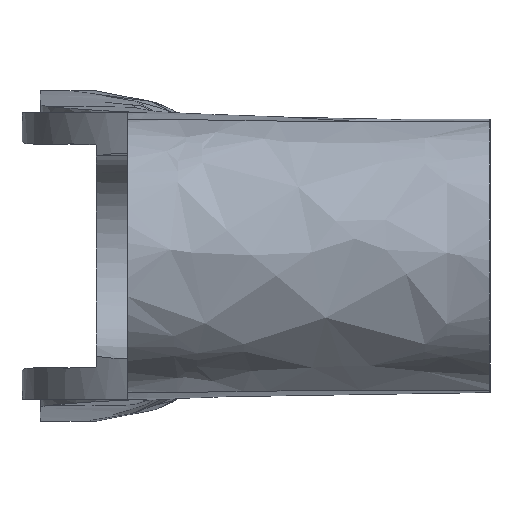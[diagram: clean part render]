
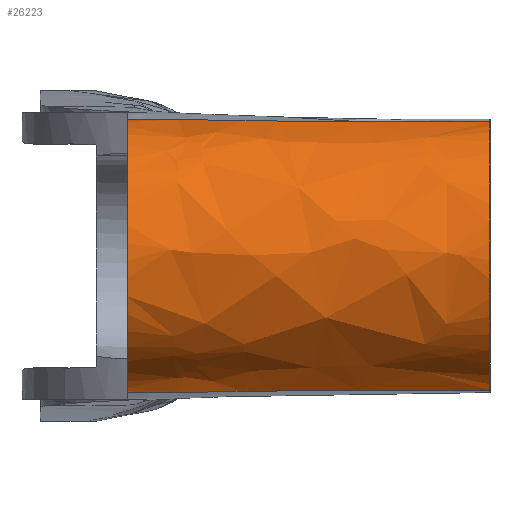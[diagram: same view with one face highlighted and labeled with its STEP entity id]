
A CAD part, left-side view. The second image highlights one B-rep face of the part: STEP entity #26223.
In plain terms, the highlighted free-form (B-spline) face has degree [2, 1] with [5, 2] control points.
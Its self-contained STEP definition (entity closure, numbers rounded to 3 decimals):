
#5142 = VERTEX_POINT('',#5143);
#5143 = CARTESIAN_POINT('',(-92.462,33.224,
    14.493));
#5150 = EDGE_CURVE('',#5151,#5142,#5153,.T.);
#5151 = VERTEX_POINT('',#5152);
#5152 = CARTESIAN_POINT('',(-95.071,13.835,
    14.256));
#5153 = B_SPLINE_CURVE_WITH_KNOTS('',3,(#5154,#5155,#5156,#5157,#5158,
    #5159,#5160,#5161,#5162,#5163,#5164,#5165,#5166,#5167),
  .UNSPECIFIED.,.F.,.F.,(4,2,2,2,2,2,4),(0.,0.007,
    0.008,0.009,0.011,
    0.012,0.014),.UNSPECIFIED.);
#5154 = CARTESIAN_POINT('',(-95.071,13.835,
    14.256));
#5155 = CARTESIAN_POINT('',(-94.941,17.121,
    14.28));
#5156 = CARTESIAN_POINT('',(-94.766,20.404,
    14.31));
#5157 = CARTESIAN_POINT('',(-94.529,24.096,
    14.345));
#5158 = CARTESIAN_POINT('',(-94.502,24.506,
    14.349));
#5159 = CARTESIAN_POINT('',(-94.447,25.326,
    14.356));
#5160 = CARTESIAN_POINT('',(-94.425,25.737,
    14.359));
#5161 = CARTESIAN_POINT('',(-94.294,26.964,
    14.377));
#5162 = CARTESIAN_POINT('',(-94.13,27.767,
    14.398));
#5163 = CARTESIAN_POINT('',(-93.732,29.347,
    14.439));
#5164 = CARTESIAN_POINT('',(-93.498,30.128,
    14.458));
#5165 = CARTESIAN_POINT('',(-93.,31.682,
    14.485));
#5166 = CARTESIAN_POINT('',(-92.736,32.454,
    14.493));
#5167 = CARTESIAN_POINT('',(-92.462,33.224,
    14.493));
#5169 = EDGE_CURVE('',#5151,#5170,#5172,.T.);
#5170 = VERTEX_POINT('',#5171);
#5171 = CARTESIAN_POINT('',(-95.071,0.,14.257));
#5172 = B_SPLINE_CURVE_WITH_KNOTS('',3,(#5173,#5174,#5175,#5176),
  .UNSPECIFIED.,.F.,.F.,(4,4),(0.,1.),
  .PIECEWISE_BEZIER_KNOTS.);
#5173 = CARTESIAN_POINT('',(-95.071,13.835,
    14.256));
#5174 = CARTESIAN_POINT('',(-95.218,9.156,
    14.231));
#5175 = CARTESIAN_POINT('',(-95.221,4.536,
    14.228));
#5176 = CARTESIAN_POINT('',(-95.071,0.,14.257));
#20491 = EDGE_CURVE('',#20492,#5170,#20494,.T.);
#20492 = VERTEX_POINT('',#20493);
#20493 = CARTESIAN_POINT('',(-95.071,0.,-14.257));
#20494 = ( BOUNDED_CURVE() B_SPLINE_CURVE(2,(#20495,#20496,#20497,#20498
,#20499),.UNSPECIFIED.,.F.,.F.) B_SPLINE_CURVE_WITH_KNOTS((3,2,3),(
    3.323,4.712,6.102),
.PIECEWISE_BEZIER_KNOTS.) CURVE() GEOMETRIC_REPRESENTATION_ITEM() 
RATIONAL_B_SPLINE_CURVE((1.,0.768,1.,0.768,1.)) 
REPRESENTATION_ITEM('') );
#20495 = CARTESIAN_POINT('',(-95.071,0.,-14.256));
#20496 = CARTESIAN_POINT('',(-106.955,0.,-12.081));
#20497 = CARTESIAN_POINT('',(-106.955,0.,0.));
#20498 = CARTESIAN_POINT('',(-106.955,0.,12.081));
#20499 = CARTESIAN_POINT('',(-95.071,0.,14.256));
#21441 = EDGE_CURVE('',#21442,#20492,#21444,.T.);
#21442 = VERTEX_POINT('',#21443);
#21443 = CARTESIAN_POINT('',(-95.071,13.835,
    -14.256));
#21444 = B_SPLINE_CURVE_WITH_KNOTS('',3,(#21445,#21446,#21447,#21448),
  .UNSPECIFIED.,.F.,.F.,(4,4),(0.,1.),.PIECEWISE_BEZIER_KNOTS.);
#21445 = CARTESIAN_POINT('',(-95.071,13.835,
    -14.256));
#21446 = CARTESIAN_POINT('',(-95.22,9.1,
    -14.229));
#21447 = CARTESIAN_POINT('',(-95.22,4.489,
    -14.229));
#21448 = CARTESIAN_POINT('',(-95.071,0.,-14.257));
#21450 = EDGE_CURVE('',#21451,#21442,#21453,.T.);
#21451 = VERTEX_POINT('',#21452);
#21452 = CARTESIAN_POINT('',(-92.462,33.224,
    -14.493));
#21453 = B_SPLINE_CURVE_WITH_KNOTS('',3,(#21454,#21455,#21456,#21457,
    #21458,#21459,#21460,#21461,#21462,#21463,#21464,#21465,#21466,
    #21467),.UNSPECIFIED.,.F.,.F.,(4,2,2,2,2,2,4),(0.,0.002
    ,0.004,0.005,0.006,
    0.007,0.014),.UNSPECIFIED.);
#21454 = CARTESIAN_POINT('',(-92.462,33.224,
    -14.493));
#21455 = CARTESIAN_POINT('',(-92.736,32.454,
    -14.493));
#21456 = CARTESIAN_POINT('',(-93.,31.682,
    -14.485));
#21457 = CARTESIAN_POINT('',(-93.498,30.128,
    -14.458));
#21458 = CARTESIAN_POINT('',(-93.732,29.347,
    -14.439));
#21459 = CARTESIAN_POINT('',(-94.13,27.767,
    -14.398));
#21460 = CARTESIAN_POINT('',(-94.294,26.964,
    -14.377));
#21461 = CARTESIAN_POINT('',(-94.425,25.737,
    -14.359));
#21462 = CARTESIAN_POINT('',(-94.447,25.326,
    -14.356));
#21463 = CARTESIAN_POINT('',(-94.502,24.506,
    -14.349));
#21464 = CARTESIAN_POINT('',(-94.529,24.096,
    -14.345));
#21465 = CARTESIAN_POINT('',(-94.766,20.404,
    -14.31));
#21466 = CARTESIAN_POINT('',(-94.941,17.121,
    -14.28));
#21467 = CARTESIAN_POINT('',(-95.071,13.835,
    -14.256));
#26223 = ADVANCED_FACE('',(#26224),#26253,.T.);
#26224 = FACE_BOUND('',#26225,.T.);
#26225 = EDGE_LOOP('',(#26226,#26227,#26234,#26244,#26249,#26250,#26251,
    #26252));
#26226 = ORIENTED_EDGE('',*,*,#5150,.T.);
#26227 = ORIENTED_EDGE('',*,*,#26228,.F.);
#26228 = EDGE_CURVE('',#26229,#5142,#26231,.T.);
#26229 = VERTEX_POINT('',#26230);
#26230 = CARTESIAN_POINT('',(-92.462,38.462,
    14.493));
#26231 = B_SPLINE_CURVE_WITH_KNOTS('',1,(#26232,#26233),.UNSPECIFIED.,
  .F.,.F.,(2,2),(2.4,6.159),.PIECEWISE_BEZIER_KNOTS.);
#26232 = CARTESIAN_POINT('',(-92.462,38.462,
    14.493));
#26233 = CARTESIAN_POINT('',(-92.462,33.224,
    14.493));
#26234 = ORIENTED_EDGE('',*,*,#26235,.F.);
#26235 = EDGE_CURVE('',#26236,#26229,#26238,.T.);
#26236 = VERTEX_POINT('',#26237);
#26237 = CARTESIAN_POINT('',(-92.462,38.462,
    -14.493));
#26238 = ( BOUNDED_CURVE() B_SPLINE_CURVE(2,(#26239,#26240,#26241,#26242
,#26243),.UNSPECIFIED.,.F.,.F.) B_SPLINE_CURVE_WITH_KNOTS((3,2,3),(0.,
1.571,3.142),.PIECEWISE_BEZIER_KNOTS.) CURVE() 
GEOMETRIC_REPRESENTATION_ITEM() RATIONAL_B_SPLINE_CURVE((1.,
0.707,1.,0.707,1.)) REPRESENTATION_ITEM('') );
#26239 = CARTESIAN_POINT('',(-92.462,38.462,
    -14.493));
#26240 = CARTESIAN_POINT('',(-106.955,38.462,
    -14.493));
#26241 = CARTESIAN_POINT('',(-106.955,38.462,
    0.));
#26242 = CARTESIAN_POINT('',(-106.955,38.462,
    14.493));
#26243 = CARTESIAN_POINT('',(-92.462,38.462,
    14.493));
#26244 = ORIENTED_EDGE('',*,*,#26245,.T.);
#26245 = EDGE_CURVE('',#26236,#21451,#26246,.T.);
#26246 = B_SPLINE_CURVE_WITH_KNOTS('',1,(#26247,#26248),.UNSPECIFIED.,
  .F.,.F.,(2,2),(2.4,6.159),.PIECEWISE_BEZIER_KNOTS.);
#26247 = CARTESIAN_POINT('',(-92.462,38.462,
    -14.493));
#26248 = CARTESIAN_POINT('',(-92.462,33.224,
    -14.493));
#26249 = ORIENTED_EDGE('',*,*,#21450,.T.);
#26250 = ORIENTED_EDGE('',*,*,#21441,.T.);
#26251 = ORIENTED_EDGE('',*,*,#20491,.T.);
#26252 = ORIENTED_EDGE('',*,*,#5169,.F.);
#26253 = ( BOUNDED_SURFACE() B_SPLINE_SURFACE(2,1,(
    (#26254,#26255)
    ,(#26256,#26257)
    ,(#26258,#26259)
    ,(#26260,#26261)
    ,(#26262,#26263
)),.UNSPECIFIED.,.F.,.F.,.F.) B_SPLINE_SURFACE_WITH_KNOTS((3,2,3),(2,2),
  (3.142,4.712,6.283),(2.4,30.),
.PIECEWISE_BEZIER_KNOTS.) GEOMETRIC_REPRESENTATION_ITEM() 
RATIONAL_B_SPLINE_SURFACE((
    (1.,1.)
    ,(0.707,0.707)
    ,(1.,1.)
    ,(0.707,0.707)
,(1.,1.))) REPRESENTATION_ITEM('') SURFACE() );
#26254 = CARTESIAN_POINT('',(-92.462,38.462,
    14.493));
#26255 = CARTESIAN_POINT('',(-92.462,0.,14.493));
#26256 = CARTESIAN_POINT('',(-106.955,38.462,
    14.493));
#26257 = CARTESIAN_POINT('',(-106.955,0.,14.493));
#26258 = CARTESIAN_POINT('',(-106.955,38.462,
    0.));
#26259 = CARTESIAN_POINT('',(-106.955,0.,0.));
#26260 = CARTESIAN_POINT('',(-106.955,38.462,
    -14.493));
#26261 = CARTESIAN_POINT('',(-106.955,0.,-14.493));
#26262 = CARTESIAN_POINT('',(-92.462,38.462,
    -14.493));
#26263 = CARTESIAN_POINT('',(-92.462,0.,-14.493));
